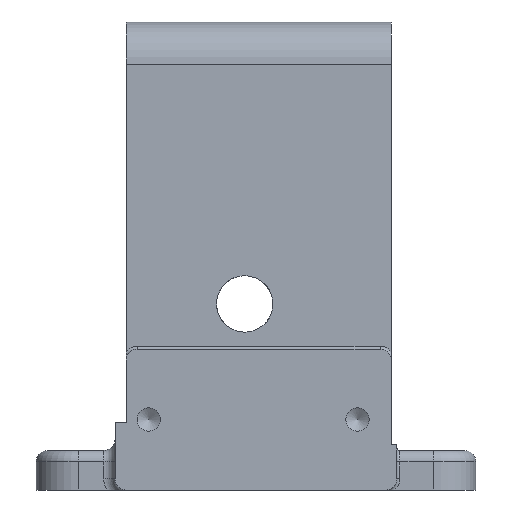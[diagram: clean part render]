
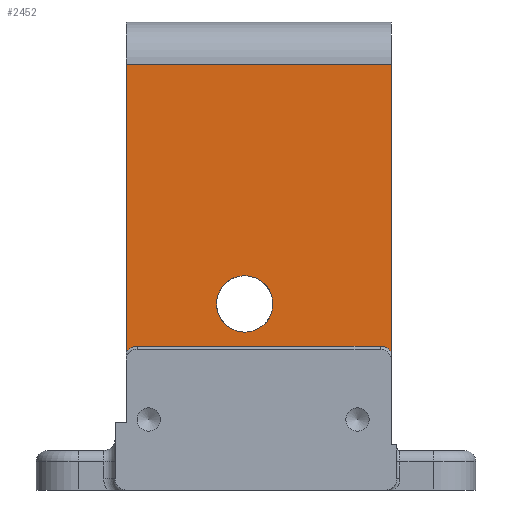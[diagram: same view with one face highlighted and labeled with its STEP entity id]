
A CAD part, front view. The second image highlights one B-rep face of the part: STEP entity #2452.
In plain terms, the highlighted planar face has unit normal (0, -1, 0).
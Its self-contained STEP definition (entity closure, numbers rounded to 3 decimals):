
#52=FACE_BOUND('',#730,.T.);
#194=LINE('',#3830,#361);
#218=LINE('',#3945,#385);
#219=LINE('',#3950,#386);
#220=LINE('',#3952,#387);
#361=VECTOR('',#2953,43.);
#385=VECTOR('',#3061,47.);
#386=VECTOR('',#3068,51.);
#387=VECTOR('',#3069,51.);
#522=PLANE('',#2641);
#576=FACE_OUTER_BOUND('',#729,.T.);
#729=EDGE_LOOP('',(#1790,#1791,#1792,#1793,#1794,#1795));
#730=EDGE_LOOP('',(#1796));
#935=CIRCLE('',#2642,2.5);
#936=CIRCLE('',#2643,2.5);
#937=CIRCLE('',#2644,5.);
#1114=VERTEX_POINT('',#3828);
#1115=VERTEX_POINT('',#3829);
#1155=VERTEX_POINT('',#3942);
#1156=VERTEX_POINT('',#3944);
#1157=VERTEX_POINT('',#3948);
#1158=VERTEX_POINT('',#3951);
#1159=VERTEX_POINT('',#3954);
#1348=EDGE_CURVE('',#1114,#1115,#194,.T.);
#1399=EDGE_CURVE('',#1156,#1155,#218,.T.);
#1401=EDGE_CURVE('',#1157,#1114,#935,.T.);
#1402=EDGE_CURVE('',#1156,#1157,#219,.T.);
#1403=EDGE_CURVE('',#1155,#1158,#220,.T.);
#1404=EDGE_CURVE('',#1115,#1158,#936,.T.);
#1405=EDGE_CURVE('',#1159,#1159,#937,.T.);
#1790=ORIENTED_EDGE('',*,*,#1348,.F.);
#1791=ORIENTED_EDGE('',*,*,#1401,.F.);
#1792=ORIENTED_EDGE('',*,*,#1402,.F.);
#1793=ORIENTED_EDGE('',*,*,#1399,.T.);
#1794=ORIENTED_EDGE('',*,*,#1403,.T.);
#1795=ORIENTED_EDGE('',*,*,#1404,.F.);
#1796=ORIENTED_EDGE('',*,*,#1405,.T.);
#2452=ADVANCED_FACE('',(#576,#52),#522,.T.);
#2641=AXIS2_PLACEMENT_3D('',#3947,#3064,#3065);
#2642=AXIS2_PLACEMENT_3D('',#3949,#3066,#3067);
#2643=AXIS2_PLACEMENT_3D('',#3953,#3070,#3071);
#2644=AXIS2_PLACEMENT_3D('',#3955,#3072,#3073);
#2953=DIRECTION('',(-1.,0.,0.));
#3061=DIRECTION('',(-1.,0.,0.));
#3064=DIRECTION('center_axis',(0.,-1.,0.));
#3065=DIRECTION('ref_axis',(0.,0.,-1.));
#3066=DIRECTION('center_axis',(0.,-1.,0.));
#3067=DIRECTION('ref_axis',(0.707,0.,0.707));
#3068=DIRECTION('',(0.,0.,-1.));
#3069=DIRECTION('',(0.,0.,-1.));
#3070=DIRECTION('center_axis',(0.,-1.,0.));
#3071=DIRECTION('ref_axis',(-0.707,0.,0.707));
#3072=DIRECTION('center_axis',(0.,1.,0.));
#3073=DIRECTION('ref_axis',(-1.,0.,0.));
#3828=CARTESIAN_POINT('',(21.,-48.5,25.5));
#3829=CARTESIAN_POINT('',(-22.,-48.5,25.5));
#3830=CARTESIAN_POINT('',(23.,-48.5,25.5));
#3942=CARTESIAN_POINT('',(-24.,-48.5,75.5));
#3944=CARTESIAN_POINT('',(23.,-48.5,75.5));
#3945=CARTESIAN_POINT('',(23.,-48.5,75.5));
#3947=CARTESIAN_POINT('Origin',(23.,-48.5,75.5));
#3948=CARTESIAN_POINT('',(23.,-48.5,24.5));
#3949=CARTESIAN_POINT('Origin',(21.,-48.5,23.));
#3950=CARTESIAN_POINT('',(23.,-48.5,75.5));
#3951=CARTESIAN_POINT('',(-24.,-48.5,24.5));
#3952=CARTESIAN_POINT('',(-24.,-48.5,43.75));
#3953=CARTESIAN_POINT('Origin',(-22.,-48.5,23.));
#3954=CARTESIAN_POINT('',(2.,-48.5,33.));
#3955=CARTESIAN_POINT('Origin',(-3.,-48.5,33.));
